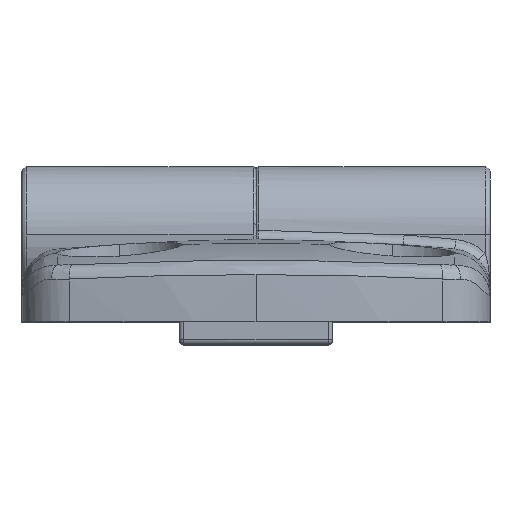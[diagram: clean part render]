
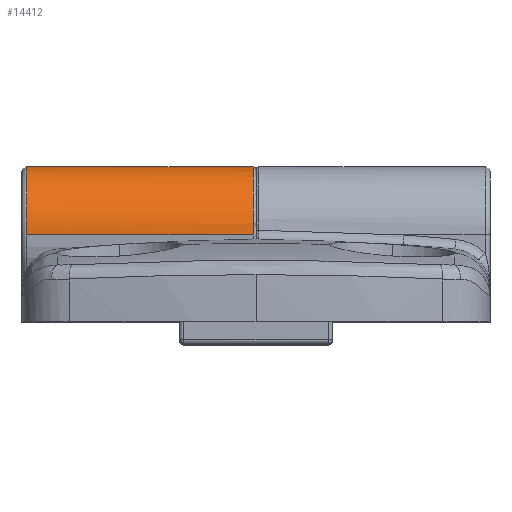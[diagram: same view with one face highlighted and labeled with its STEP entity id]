
A CAD part, top view. The second image highlights one B-rep face of the part: STEP entity #14412.
In plain terms, the highlighted cylindrical face has radius 7 mm (diameter 14 mm), a partial arc.
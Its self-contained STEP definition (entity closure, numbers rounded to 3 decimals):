
#145 = CARTESIAN_POINT ( 'NONE',  ( -24.118, -6.471, 27.543 ) ) ;
#217 = CARTESIAN_POINT ( 'NONE',  ( -24.118, -0.388, 19.627 ) ) ;
#274 = VECTOR ( 'NONE', #3118, 1000. ) ;
#745 = VECTOR ( 'NONE', #9878, 1000. ) ;
#793 = EDGE_CURVE ( 'NONE', #7885, #2834, #1209, .T. ) ;
#802 = CARTESIAN_POINT ( 'NONE',  ( -15.762, -7.388, 13.543 ) ) ;
#1069 = CIRCLE ( 'NONE', #9864, 7. ) ;
#1175 = CARTESIAN_POINT ( 'NONE',  ( -24.118, -1.79, 16.242 ) ) ;
#1209 = LINE ( 'NONE', #9101, #274 ) ;
#1413 = CARTESIAN_POINT ( 'NONE',  ( -24.118, -7.388, 27.543 ) ) ;
#1594 = CARTESIAN_POINT ( 'NONE',  ( 23.382, -7.388, 20.543 ) ) ;
#1634 = CARTESIAN_POINT ( 'NONE',  ( -15.762, -7.388, 13.543 ) ) ;
#1995 = CARTESIAN_POINT ( 'NONE',  ( -0.918, -6.908, 13.56 ) ) ;
#2359 = CARTESIAN_POINT ( 'NONE',  ( -24.118, -6.471, 13.543 ) ) ;
#2545 = FACE_OUTER_BOUND ( 'NONE', #4037, .T. ) ;
#2590 = CARTESIAN_POINT ( 'NONE',  ( -24.118, -0.57, 22.376 ) ) ;
#2834 = VERTEX_POINT ( 'NONE', #8926 ) ;
#3118 = DIRECTION ( 'NONE',  ( -1., 0., 0. ) ) ;
#3489 = CARTESIAN_POINT ( 'NONE',  ( -0.918, -6.908, 13.56 ) ) ;
#4037 = EDGE_LOOP ( 'NONE', ( #6147, #8486, #15533, #5617, #10270 ) ) ;
#4207 = EDGE_CURVE ( 'NONE', #7885, #13281, #1069, .T. ) ;
#5361 = EDGE_CURVE ( 'NONE', #13056, #2834, #12981, .T. ) ;
#5617 = ORIENTED_EDGE ( 'NONE', *, *, #5664, .T. ) ;
#5664 = EDGE_CURVE ( 'NONE', #10287, #13056, #14919, .T. ) ;
#5895 = CARTESIAN_POINT ( 'NONE',  ( -24.118, -3.086, 14.946 ) ) ;
#6133 = CARTESIAN_POINT ( 'NONE',  ( -24.118, -1.271, 17.018 ) ) ;
#6147 = ORIENTED_EDGE ( 'NONE', *, *, #793, .F. ) ;
#6215 = CARTESIAN_POINT ( 'NONE',  ( -24.118, -0.388, 21.46 ) ) ;
#6432 = AXIS2_PLACEMENT_3D ( 'NONE', #1594, #12381, #7343 ) ;
#7311 = CARTESIAN_POINT ( 'NONE',  ( -24.118, -5.556, 13.726 ) ) ;
#7343 = DIRECTION ( 'NONE',  ( 0., 0., 1. ) ) ;
#7390 = CARTESIAN_POINT ( 'NONE',  ( -24.118, -3.862, 26.66 ) ) ;
#7885 = VERTEX_POINT ( 'NONE', #12540 ) ;
#8486 = ORIENTED_EDGE ( 'NONE', *, *, #4207, .T. ) ;
#8497 = CARTESIAN_POINT ( 'NONE',  ( -24.118, -5.556, 27.361 ) ) ;
#8647 = CARTESIAN_POINT ( 'NONE',  ( -24.118, -3.086, 26.141 ) ) ;
#8926 = CARTESIAN_POINT ( 'NONE',  ( -24.118, -7.388, 27.543 ) ) ;
#9101 = CARTESIAN_POINT ( 'NONE',  ( 23.382, -7.388, 27.543 ) ) ;
#9864 = AXIS2_PLACEMENT_3D ( 'NONE', #14680, #13513, #14914 ) ;
#9878 = DIRECTION ( 'NONE',  ( -1., 0., 0. ) ) ;
#10195 = CARTESIAN_POINT ( 'NONE',  ( 23.382, -7.388, 13.543 ) ) ;
#10270 = ORIENTED_EDGE ( 'NONE', *, *, #5361, .T. ) ;
#10287 = VERTEX_POINT ( 'NONE', #1634 ) ;
#10856 = CARTESIAN_POINT ( 'NONE',  ( -24.118, -7.388, 13.543 ) ) ;
#10897 = EDGE_CURVE ( 'NONE', #13281, #10287, #11736, .T. ) ;
#11011 = CARTESIAN_POINT ( 'NONE',  ( -24.118, -1.79, 24.845 ) ) ;
#11038 = CYLINDRICAL_SURFACE ( 'NONE', #6432, 7. ) ;
#11736 = B_SPLINE_CURVE_WITH_KNOTS ( 'NONE', 3,
 ( #1995, #15468, #14287, #802 ),
 .UNSPECIFIED., .F., .F.,
 ( 4, 4 ),
 ( 0., 1. ),
 .UNSPECIFIED. ) ;
#12268 = CARTESIAN_POINT ( 'NONE',  ( -24.118, -3.862, 14.427 ) ) ;
#12381 = DIRECTION ( 'NONE',  ( -1., 0., 0. ) ) ;
#12540 = CARTESIAN_POINT ( 'NONE',  ( -0.918, -7.388, 27.543 ) ) ;
#12981 = B_SPLINE_CURVE_WITH_KNOTS ( 'NONE', 3,
 ( #10856, #2359, #7311, #12268, #5895, #1175, #6133, #13151, #217, #6215, #2590, #15516, #11011, #8647, #7390, #8497, #145, #1413 ),
 .UNSPECIFIED., .F., .F.,
 ( 4, 2, 2, 2, 2, 2, 2, 2, 4 ),
 ( 0., 0.125, 0.25, 0.375, 0.5, 0.625, 0.75, 0.875, 1. ),
 .UNSPECIFIED. ) ;
#13056 = VERTEX_POINT ( 'NONE', #13576 ) ;
#13151 = CARTESIAN_POINT ( 'NONE',  ( -24.118, -0.57, 18.711 ) ) ;
#13281 = VERTEX_POINT ( 'NONE', #3489 ) ;
#13513 = DIRECTION ( 'NONE',  ( -1., 0., 0. ) ) ;
#13576 = CARTESIAN_POINT ( 'NONE',  ( -24.118, -7.388, 13.543 ) ) ;
#14287 = CARTESIAN_POINT ( 'NONE',  ( -10.816, -7.074, 13.543 ) ) ;
#14412 = ADVANCED_FACE ( 'NONE', ( #2545 ), #11038, .T. ) ;
#14680 = CARTESIAN_POINT ( 'NONE',  ( -0.918, -7.388, 20.543 ) ) ;
#14914 = DIRECTION ( 'NONE',  ( 0., 0., -1. ) ) ;
#14919 = LINE ( 'NONE', #10195, #745 ) ;
#15468 = CARTESIAN_POINT ( 'NONE',  ( -5.868, -6.914, 13.559 ) ) ;
#15516 = CARTESIAN_POINT ( 'NONE',  ( -24.118, -1.271, 24.069 ) ) ;
#15533 = ORIENTED_EDGE ( 'NONE', *, *, #10897, .T. ) ;
